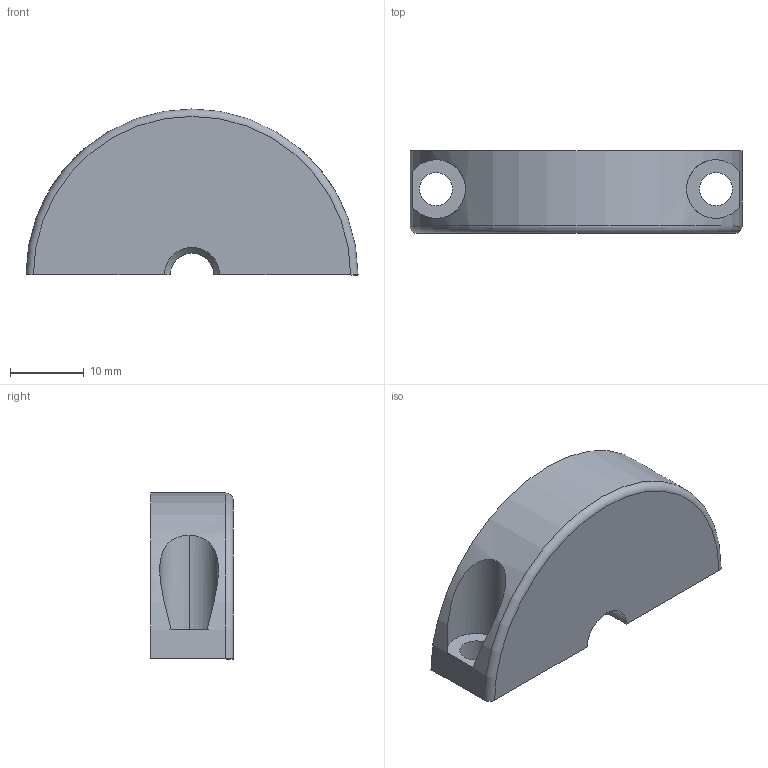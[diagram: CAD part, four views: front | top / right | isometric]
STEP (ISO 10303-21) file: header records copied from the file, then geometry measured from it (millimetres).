
FILE_DESCRIPTION(('CATIA V5 STEP Exchange'),'2;1');
FILE_NAME('Bride_sup_axe_arriere_cote_couronne.stp','2019-03-02T16:40:19+00:00',('none'),('none'),'CATIA Version 5 Release 19 GA (IN-10)','CATIA V5 STEP AP203','none');
FILE_SCHEMA(('CONFIG_CONTROL_DESIGN'));
Length unit declared in the file: millimetre
Products named in the file (1): Bride_sup_axe_arriere_cote_disque.1
Bounding box: 45 x 11.2 x 22.5 mm (x, y, z)
Volume: 7810.7 mm3; surface area: 3156.7 mm2
Topology: 1 solids, 1 shells, 21 faces, 51 edges, 34 vertices
Faces by surface type: cylinder 12, plane 6, cone 2, torus 1
Entity records: 671 total; most frequent: CARTESIAN_POINT 165, ORIENTED_EDGE 102, DIRECTION 72, EDGE_CURVE 51, AXIS2_PLACEMENT_3D 36, VERTEX_POINT 34, EDGE_LOOP 27, VECTOR 23
